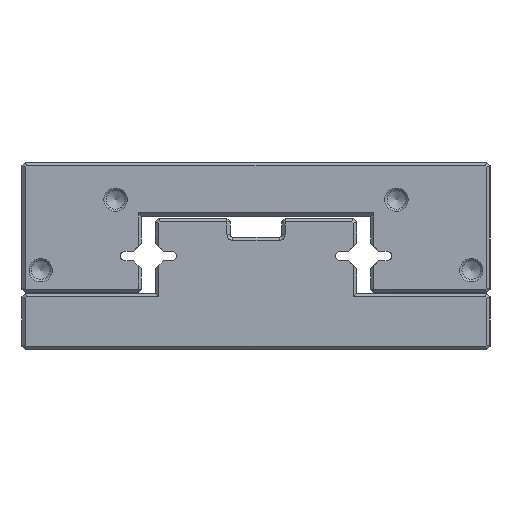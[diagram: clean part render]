
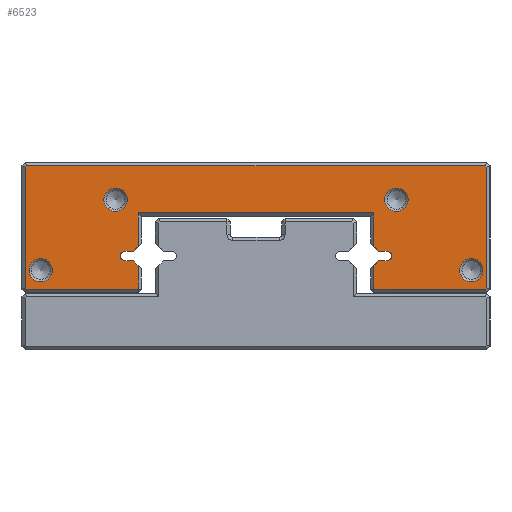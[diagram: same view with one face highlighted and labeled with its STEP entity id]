
A CAD part, left-side view. The second image highlights one B-rep face of the part: STEP entity #6523.
In plain terms, the highlighted planar face has unit normal (-1, 0, 0).
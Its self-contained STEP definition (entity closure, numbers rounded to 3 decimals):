
#5274=FACE_BOUND('',#10215,.T.);
#5275=FACE_BOUND('',#10216,.T.);
#5276=FACE_BOUND('',#10217,.T.);
#5277=FACE_BOUND('',#10218,.T.);
#5278=FACE_BOUND('',#10219,.T.);
#5939=CIRCLE('',#28273,1.);
#5960=CIRCLE('',#28302,1.);
#5966=CIRCLE('',#28314,2.5);
#5967=CIRCLE('',#28315,2.5);
#5968=CIRCLE('',#28316,2.5);
#5969=CIRCLE('',#28317,2.5);
#6523=ADVANCED_FACE('',(#5274,#5275,#5276,#5277,#5278),#7818,.T.);
#7818=PLANE('',#28318);
#10215=EDGE_LOOP('',(#13510,#13511,#13512,#13513,#13514,#13515,#13516,#13517,
#13518,#13519,#13520,#13521,#13522,#13523,#13524,#13525,#13526,#13527,#13528,
#13529,#13530,#13531,#13532,#13533));
#10216=EDGE_LOOP('',(#13534));
#10217=EDGE_LOOP('',(#13535));
#10218=EDGE_LOOP('',(#13536));
#10219=EDGE_LOOP('',(#13537));
#13510=ORIENTED_EDGE('',*,*,#21162,.F.);
#13511=ORIENTED_EDGE('',*,*,#21203,.T.);
#13512=ORIENTED_EDGE('',*,*,#21204,.T.);
#13513=ORIENTED_EDGE('',*,*,#21205,.T.);
#13514=ORIENTED_EDGE('',*,*,#21097,.F.);
#13515=ORIENTED_EDGE('',*,*,#21091,.F.);
#13516=ORIENTED_EDGE('',*,*,#21088,.F.);
#13517=ORIENTED_EDGE('',*,*,#21085,.F.);
#13518=ORIENTED_EDGE('',*,*,#21083,.F.);
#13519=ORIENTED_EDGE('',*,*,#21206,.T.);
#13520=ORIENTED_EDGE('',*,*,#21207,.T.);
#13521=ORIENTED_EDGE('',*,*,#21208,.T.);
#13522=ORIENTED_EDGE('',*,*,#21209,.T.);
#13523=ORIENTED_EDGE('',*,*,#21210,.T.);
#13524=ORIENTED_EDGE('',*,*,#21211,.T.);
#13525=ORIENTED_EDGE('',*,*,#21212,.T.);
#13526=ORIENTED_EDGE('',*,*,#21213,.T.);
#13527=ORIENTED_EDGE('',*,*,#21214,.T.);
#13528=ORIENTED_EDGE('',*,*,#21215,.T.);
#13529=ORIENTED_EDGE('',*,*,#21216,.T.);
#13530=ORIENTED_EDGE('',*,*,#21176,.F.);
#13531=ORIENTED_EDGE('',*,*,#21170,.F.);
#13532=ORIENTED_EDGE('',*,*,#21167,.F.);
#13533=ORIENTED_EDGE('',*,*,#21164,.F.);
#13534=ORIENTED_EDGE('',*,*,#21217,.T.);
#13535=ORIENTED_EDGE('',*,*,#21218,.T.);
#13536=ORIENTED_EDGE('',*,*,#21219,.T.);
#13537=ORIENTED_EDGE('',*,*,#21220,.T.);
#18717=VERTEX_POINT('',#38047);
#18718=VERTEX_POINT('',#38049);
#18719=VERTEX_POINT('',#38053);
#18721=VERTEX_POINT('',#38059);
#18723=VERTEX_POINT('',#38065);
#18728=VERTEX_POINT('',#38077);
#18772=VERTEX_POINT('',#38189);
#18773=VERTEX_POINT('',#38191);
#18774=VERTEX_POINT('',#38195);
#18776=VERTEX_POINT('',#38201);
#18778=VERTEX_POINT('',#38207);
#18783=VERTEX_POINT('',#38219);
#18806=VERTEX_POINT('',#38273);
#18807=VERTEX_POINT('',#38275);
#18808=VERTEX_POINT('',#38278);
#18809=VERTEX_POINT('',#38280);
#18810=VERTEX_POINT('',#38282);
#18811=VERTEX_POINT('',#38284);
#18812=VERTEX_POINT('',#38286);
#18813=VERTEX_POINT('',#38288);
#18814=VERTEX_POINT('',#38290);
#18815=VERTEX_POINT('',#38292);
#18816=VERTEX_POINT('',#38294);
#18817=VERTEX_POINT('',#38296);
#18818=VERTEX_POINT('',#38299);
#18819=VERTEX_POINT('',#38301);
#18820=VERTEX_POINT('',#38303);
#18821=VERTEX_POINT('',#38305);
#21083=EDGE_CURVE('',#18717,#18718,#23832,.T.);
#21085=EDGE_CURVE('',#18718,#18719,#23834,.T.);
#21088=EDGE_CURVE('',#18719,#18721,#5939,.T.);
#21091=EDGE_CURVE('',#18721,#18723,#23838,.T.);
#21097=EDGE_CURVE('',#18723,#18728,#23844,.T.);
#21162=EDGE_CURVE('',#18772,#18773,#23890,.T.);
#21164=EDGE_CURVE('',#18773,#18774,#23892,.T.);
#21167=EDGE_CURVE('',#18774,#18776,#5960,.T.);
#21170=EDGE_CURVE('',#18776,#18778,#23896,.T.);
#21176=EDGE_CURVE('',#18778,#18783,#23902,.T.);
#21203=EDGE_CURVE('',#18772,#18806,#23925,.T.);
#21204=EDGE_CURVE('',#18806,#18807,#23926,.T.);
#21205=EDGE_CURVE('',#18807,#18728,#23927,.T.);
#21206=EDGE_CURVE('',#18717,#18808,#23928,.T.);
#21207=EDGE_CURVE('',#18808,#18809,#23929,.T.);
#21208=EDGE_CURVE('',#18809,#18810,#23930,.T.);
#21209=EDGE_CURVE('',#18810,#18811,#23931,.T.);
#21210=EDGE_CURVE('',#18811,#18812,#23932,.T.);
#21211=EDGE_CURVE('',#18812,#18813,#23933,.T.);
#21212=EDGE_CURVE('',#18813,#18814,#23934,.T.);
#21213=EDGE_CURVE('',#18814,#18815,#23935,.T.);
#21214=EDGE_CURVE('',#18815,#18816,#23936,.T.);
#21215=EDGE_CURVE('',#18816,#18817,#23937,.T.);
#21216=EDGE_CURVE('',#18817,#18783,#23938,.T.);
#21217=EDGE_CURVE('',#18818,#18818,#5966,.T.);
#21218=EDGE_CURVE('',#18819,#18819,#5967,.T.);
#21219=EDGE_CURVE('',#18820,#18820,#5968,.T.);
#21220=EDGE_CURVE('',#18821,#18821,#5969,.T.);
#23832=LINE('',#38048,#26174);
#23834=LINE('',#38052,#26176);
#23838=LINE('',#38064,#26180);
#23844=LINE('',#38076,#26186);
#23890=LINE('',#38190,#26232);
#23892=LINE('',#38194,#26234);
#23896=LINE('',#38206,#26238);
#23902=LINE('',#38218,#26244);
#23925=LINE('',#38272,#26267);
#23926=LINE('',#38274,#26268);
#23927=LINE('',#38276,#26269);
#23928=LINE('',#38277,#26270);
#23929=LINE('',#38279,#26271);
#23930=LINE('',#38281,#26272);
#23931=LINE('',#38283,#26273);
#23932=LINE('',#38285,#26274);
#23933=LINE('',#38287,#26275);
#23934=LINE('',#38289,#26276);
#23935=LINE('',#38291,#26277);
#23936=LINE('',#38293,#26278);
#23937=LINE('',#38295,#26279);
#23938=LINE('',#38297,#26280);
#26174=VECTOR('',#31349,1.);
#26176=VECTOR('',#31353,1.);
#26180=VECTOR('',#31365,1.);
#26186=VECTOR('',#31373,1.);
#26232=VECTOR('',#31465,1.);
#26234=VECTOR('',#31469,1.);
#26238=VECTOR('',#31481,1.);
#26244=VECTOR('',#31489,1.);
#26267=VECTOR('',#31528,1.);
#26268=VECTOR('',#31529,1.);
#26269=VECTOR('',#31530,1.);
#26270=VECTOR('',#31531,1.);
#26271=VECTOR('',#31532,1.);
#26272=VECTOR('',#31533,1.);
#26273=VECTOR('',#31534,1.);
#26274=VECTOR('',#31535,1.);
#26275=VECTOR('',#31536,1.);
#26276=VECTOR('',#31537,1.);
#26277=VECTOR('',#31538,1.);
#26278=VECTOR('',#31539,1.);
#26279=VECTOR('',#31540,1.);
#26280=VECTOR('',#31541,1.);
#28273=AXIS2_PLACEMENT_3D('',#38058,#31358,#31359);
#28302=AXIS2_PLACEMENT_3D('',#38200,#31474,#31475);
#28314=AXIS2_PLACEMENT_3D('',#38298,#31542,#31543);
#28315=AXIS2_PLACEMENT_3D('',#38300,#31544,#31545);
#28316=AXIS2_PLACEMENT_3D('',#38302,#31546,#31547);
#28317=AXIS2_PLACEMENT_3D('',#38304,#31548,#31549);
#28318=AXIS2_PLACEMENT_3D('',#38306,#31550,#31551);
#31349=DIRECTION('',(0.,-0.707,0.707));
#31353=DIRECTION('',(0.,-1.,0.));
#31358=DIRECTION('',(-1.,0.,0.));
#31359=DIRECTION('',(0.,0.,-1.));
#31365=DIRECTION('',(0.,1.,0.));
#31373=DIRECTION('',(0.,0.707,0.707));
#31465=DIRECTION('',(0.,0.707,-0.707));
#31469=DIRECTION('',(0.,1.,0.));
#31474=DIRECTION('',(-1.,0.,0.));
#31475=DIRECTION('',(0.,0.,1.));
#31481=DIRECTION('',(0.,-1.,0.));
#31489=DIRECTION('',(0.,-0.707,-0.707));
#31528=DIRECTION('',(0.,0.,1.));
#31529=DIRECTION('',(0.,-1.,0.));
#31530=DIRECTION('',(0.,0.,-1.));
#31531=DIRECTION('',(0.,0.,-1.));
#31532=DIRECTION('',(0.,-1.,0.));
#31533=DIRECTION('',(0.,-0.707,0.707));
#31534=DIRECTION('',(0.,0.,1.));
#31535=DIRECTION('',(0.,0.707,0.707));
#31536=DIRECTION('',(0.,1.,0.));
#31537=DIRECTION('',(0.,0.707,-0.707));
#31538=DIRECTION('',(0.,0.,-1.));
#31539=DIRECTION('',(0.,-0.707,-0.707));
#31540=DIRECTION('',(0.,-1.,0.));
#31541=DIRECTION('',(0.,0.,1.));
#31542=DIRECTION('',(1.,0.,0.));
#31543=DIRECTION('',(0.,0.,-1.));
#31544=DIRECTION('',(1.,0.,0.));
#31545=DIRECTION('',(0.,0.,-1.));
#31546=DIRECTION('',(1.,0.,0.));
#31547=DIRECTION('',(0.,0.,-1.));
#31548=DIRECTION('',(1.,0.,0.));
#31549=DIRECTION('',(0.,0.,-1.));
#31550=DIRECTION('',(-1.,0.,0.));
#31551=DIRECTION('',(0.,0.,-1.));
#38047=CARTESIAN_POINT('',(80.,24.8,17.957));
#38048=CARTESIAN_POINT('',(80.,25.5,17.257));
#38049=CARTESIAN_POINT('',(80.,23.757,19.));
#38052=CARTESIAN_POINT('',(80.,23.757,19.));
#38053=CARTESIAN_POINT('',(80.,22.,19.));
#38058=CARTESIAN_POINT('',(80.,22.,20.));
#38059=CARTESIAN_POINT('',(80.,22.,21.));
#38064=CARTESIAN_POINT('',(80.,22.,21.));
#38065=CARTESIAN_POINT('',(80.,23.757,21.));
#38076=CARTESIAN_POINT('',(80.,23.757,21.));
#38077=CARTESIAN_POINT('',(80.,24.8,22.043));
#38189=CARTESIAN_POINT('',(80.,75.2,22.043));
#38190=CARTESIAN_POINT('',(80.,74.5,22.743));
#38191=CARTESIAN_POINT('',(80.,76.243,21.));
#38194=CARTESIAN_POINT('',(80.,76.243,21.));
#38195=CARTESIAN_POINT('',(80.,78.,21.));
#38200=CARTESIAN_POINT('',(80.,78.,20.));
#38201=CARTESIAN_POINT('',(80.,78.,19.));
#38206=CARTESIAN_POINT('',(80.,78.,19.));
#38207=CARTESIAN_POINT('',(80.,76.243,19.));
#38218=CARTESIAN_POINT('',(80.,76.243,19.));
#38219=CARTESIAN_POINT('',(80.,75.2,17.957));
#38272=CARTESIAN_POINT('',(80.,75.2,28.5));
#38273=CARTESIAN_POINT('',(80.,75.2,29.2));
#38274=CARTESIAN_POINT('',(80.,25.5,29.2));
#38275=CARTESIAN_POINT('',(80.,24.8,29.2));
#38276=CARTESIAN_POINT('',(80.,24.8,22.743));
#38277=CARTESIAN_POINT('',(80.,24.8,12.2));
#38278=CARTESIAN_POINT('',(80.,24.8,12.9));
#38279=CARTESIAN_POINT('',(80.,0.7,12.9));
#38280=CARTESIAN_POINT('',(80.,0.99,12.9));
#38281=CARTESIAN_POINT('',(80.,7.945,5.945));
#38282=CARTESIAN_POINT('',(80.,0.7,13.19));
#38283=CARTESIAN_POINT('',(80.,0.7,39.3));
#38284=CARTESIAN_POINT('',(80.,0.7,39.01));
#38285=CARTESIAN_POINT('',(80.,1.845,40.155));
#38286=CARTESIAN_POINT('',(80.,0.99,39.3));
#38287=CARTESIAN_POINT('',(80.,99.3,39.3));
#38288=CARTESIAN_POINT('',(80.,99.01,39.3));
#38289=CARTESIAN_POINT('',(80.,70.155,68.155));
#38290=CARTESIAN_POINT('',(80.,99.3,39.01));
#38291=CARTESIAN_POINT('',(80.,99.3,12.9));
#38292=CARTESIAN_POINT('',(80.,99.3,13.19));
#38293=CARTESIAN_POINT('',(80.,64.055,-22.055));
#38294=CARTESIAN_POINT('',(80.,99.01,12.9));
#38295=CARTESIAN_POINT('',(80.,74.5,12.9));
#38296=CARTESIAN_POINT('',(80.,75.2,12.9));
#38297=CARTESIAN_POINT('',(80.,75.2,17.257));
#38298=CARTESIAN_POINT('',(80.,96.,17.));
#38299=CARTESIAN_POINT('',(80.,96.,14.5));
#38300=CARTESIAN_POINT('',(80.,4.,17.));
#38301=CARTESIAN_POINT('',(80.,4.,14.5));
#38302=CARTESIAN_POINT('',(80.,20.,32.));
#38303=CARTESIAN_POINT('',(80.,20.,29.5));
#38304=CARTESIAN_POINT('',(80.,80.,32.));
#38305=CARTESIAN_POINT('',(80.,80.,29.5));
#38306=CARTESIAN_POINT('',(80.,22.,20.));
